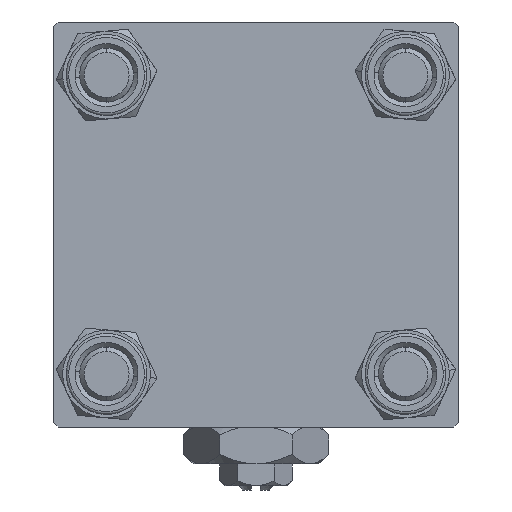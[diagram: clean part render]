
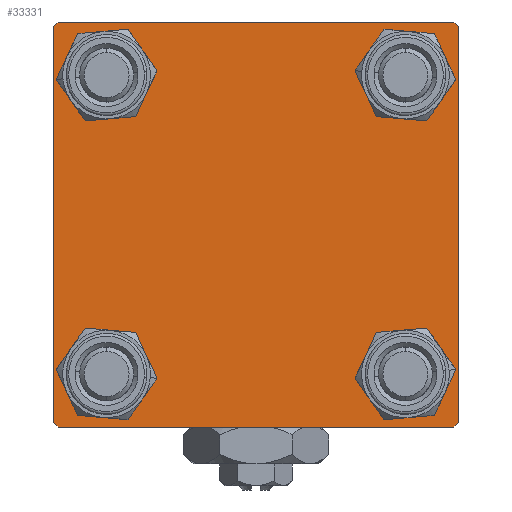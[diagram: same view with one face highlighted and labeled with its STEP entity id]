
A CAD part, left-side view. The second image highlights one B-rep face of the part: STEP entity #33331.
In plain terms, the highlighted planar face has unit normal (-1, 0, 0).
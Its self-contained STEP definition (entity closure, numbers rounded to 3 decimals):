
#57 = LINE ( 'NONE', #50049, #24919 ) ;
#1020 = ORIENTED_EDGE ( 'NONE', *, *, #15258, .T. ) ;
#1294 = CARTESIAN_POINT ( 'NONE',  ( 0., -16.6, 20.1 ) ) ;
#1630 = VERTEX_POINT ( 'NONE', #49778 ) ;
#1642 = LINE ( 'NONE', #32620, #26794 ) ;
#2013 = EDGE_CURVE ( 'NONE', #40971, #56709, #18729, .T. ) ;
#2019 = VERTEX_POINT ( 'NONE', #3225 ) ;
#2143 = DIRECTION ( 'NONE',  ( 1., 0., 0. ) ) ;
#2813 = ORIENTED_EDGE ( 'NONE', *, *, #17987, .F. ) ;
#3225 = CARTESIAN_POINT ( 'NONE',  ( 0., -16.6, -13.1 ) ) ;
#3344 = VERTEX_POINT ( 'NONE', #40353 ) ;
#4151 = FACE_BOUND ( 'NONE', #58278, .T. ) ;
#4386 = VERTEX_POINT ( 'NONE', #41647 ) ;
#4871 = EDGE_CURVE ( 'NONE', #17698, #3344, #20241, .T. ) ;
#5325 = CARTESIAN_POINT ( 'NONE',  ( 0., 16.6, 16.6 ) ) ;
#5722 = AXIS2_PLACEMENT_3D ( 'NONE', #20935, #52773, #33443 ) ;
#5740 = DIRECTION ( 'NONE',  ( 1., 0., 0. ) ) ;
#5798 = VECTOR ( 'NONE', #25331, 1000. ) ;
#5807 = EDGE_CURVE ( 'NONE', #52443, #2019, #19630, .T. ) ;
#7753 = VECTOR ( 'NONE', #54715, 1000. ) ;
#7961 = ORIENTED_EDGE ( 'NONE', *, *, #58277, .T. ) ;
#8896 = CARTESIAN_POINT ( 'NONE',  ( 0., 22.5, -22.5 ) ) ;
#9185 = FACE_BOUND ( 'NONE', #24711, .T. ) ;
#9993 = DIRECTION ( 'NONE',  ( 1., 0., 0. ) ) ;
#10747 = VECTOR ( 'NONE', #11431, 1000. ) ;
#11234 = ORIENTED_EDGE ( 'NONE', *, *, #2013, .T. ) ;
#11431 = DIRECTION ( 'NONE',  ( 0., -0.707, 0.707 ) ) ;
#12650 = CARTESIAN_POINT ( 'NONE',  ( 0., -16.6, -20.1 ) ) ;
#12864 = ORIENTED_EDGE ( 'NONE', *, *, #19834, .T. ) ;
#13213 = ORIENTED_EDGE ( 'NONE', *, *, #45649, .F. ) ;
#13451 = AXIS2_PLACEMENT_3D ( 'NONE', #28344, #2143, #46517 ) ;
#13504 = AXIS2_PLACEMENT_3D ( 'NONE', #40449, #58585, #17821 ) ;
#13597 = CARTESIAN_POINT ( 'NONE',  ( 0., 16.6, -16.6 ) ) ;
#14734 = CIRCLE ( 'NONE', #48000, 3.5 ) ;
#15258 = EDGE_CURVE ( 'NONE', #56709, #40971, #27559, .T. ) ;
#15377 = CARTESIAN_POINT ( 'NONE',  ( 0., -22.5, -22. ) ) ;
#15620 = CARTESIAN_POINT ( 'NONE',  ( 0., -22., -22.5 ) ) ;
#17059 = CARTESIAN_POINT ( 'NONE',  ( 0., -16.6, -16.6 ) ) ;
#17698 = VERTEX_POINT ( 'NONE', #50452 ) ;
#17755 = ORIENTED_EDGE ( 'NONE', *, *, #21668, .T. ) ;
#17821 = DIRECTION ( 'NONE',  ( 0., 0., 1. ) ) ;
#17987 = EDGE_CURVE ( 'NONE', #17698, #18998, #56271, .T. ) ;
#18199 = DIRECTION ( 'NONE',  ( 0., 0.707, 0.707 ) ) ;
#18464 = ORIENTED_EDGE ( 'NONE', *, *, #31812, .T. ) ;
#18729 = CIRCLE ( 'NONE', #52915, 3.5 ) ;
#18998 = VERTEX_POINT ( 'NONE', #35393 ) ;
#19630 = CIRCLE ( 'NONE', #27266, 3.5 ) ;
#19834 = EDGE_CURVE ( 'NONE', #52587, #49329, #39109, .T. ) ;
#20241 = LINE ( 'NONE', #38412, #32112 ) ;
#20315 = EDGE_CURVE ( 'NONE', #31378, #34678, #22880, .T. ) ;
#20935 = CARTESIAN_POINT ( 'NONE',  ( 0., -16.6, 16.6 ) ) ;
#21650 = DIRECTION ( 'NONE',  ( 0., 0., -1. ) ) ;
#21668 = EDGE_CURVE ( 'NONE', #3344, #45588, #1642, .T. ) ;
#22282 = FACE_OUTER_BOUND ( 'NONE', #57140, .T. ) ;
#22566 = EDGE_LOOP ( 'NONE', ( #1020, #11234 ) ) ;
#22880 = LINE ( 'NONE', #8896, #7753 ) ;
#23690 = DIRECTION ( 'NONE',  ( 0., 0., -1. ) ) ;
#24324 = EDGE_CURVE ( 'NONE', #1630, #53776, #32432, .T. ) ;
#24711 = EDGE_LOOP ( 'NONE', ( #18464, #44470 ) ) ;
#24776 = CARTESIAN_POINT ( 'NONE',  ( 0., 16.6, -16.6 ) ) ;
#24919 = VECTOR ( 'NONE', #18199, 1000. ) ;
#25331 = DIRECTION ( 'NONE',  ( 0., -1., 0. ) ) ;
#26273 = DIRECTION ( 'NONE',  ( 1., 0., 0. ) ) ;
#26794 = VECTOR ( 'NONE', #23690, 1000. ) ;
#27266 = AXIS2_PLACEMENT_3D ( 'NONE', #17059, #26273, #58703 ) ;
#27559 = CIRCLE ( 'NONE', #5722, 3.5 ) ;
#27730 = ORIENTED_EDGE ( 'NONE', *, *, #4871, .T. ) ;
#28232 = ORIENTED_EDGE ( 'NONE', *, *, #20315, .T. ) ;
#28344 = CARTESIAN_POINT ( 'NONE',  ( 0., 16.6, 16.6 ) ) ;
#29593 = CARTESIAN_POINT ( 'NONE',  ( 0., -22.25, -22.25 ) ) ;
#29795 = CARTESIAN_POINT ( 'NONE',  ( 0., 22.5, 22.5 ) ) ;
#30586 = LINE ( 'NONE', #48744, #35593 ) ;
#30826 = AXIS2_PLACEMENT_3D ( 'NONE', #24776, #9993, #41270 ) ;
#31378 = VERTEX_POINT ( 'NONE', #40062 ) ;
#31812 = EDGE_CURVE ( 'NONE', #2019, #52443, #14734, .T. ) ;
#32112 = VECTOR ( 'NONE', #56551, 1000. ) ;
#32432 = CIRCLE ( 'NONE', #36270, 3.5 ) ;
#32620 = CARTESIAN_POINT ( 'NONE',  ( 0., 22.5, 22.5 ) ) ;
#32999 = DIRECTION ( 'NONE',  ( 0., -0.707, -0.707 ) ) ;
#33331 = ADVANCED_FACE ( 'NONE', ( #44630, #9185, #4151, #36281, #22282 ), #54419, .T. ) ;
#33443 = DIRECTION ( 'NONE',  ( 0., 0., 1. ) ) ;
#33765 = CARTESIAN_POINT ( 'NONE',  ( 0., 16.6, 13.1 ) ) ;
#34302 = EDGE_CURVE ( 'NONE', #4386, #18998, #57, .T. ) ;
#34475 = CARTESIAN_POINT ( 'NONE',  ( 0., 22.5, -22. ) ) ;
#34678 = VERTEX_POINT ( 'NONE', #15620 ) ;
#35393 = CARTESIAN_POINT ( 'NONE',  ( 0., -22., 22.5 ) ) ;
#35593 = VECTOR ( 'NONE', #21650, 1000. ) ;
#36270 = AXIS2_PLACEMENT_3D ( 'NONE', #13597, #45449, #37389 ) ;
#36281 = FACE_BOUND ( 'NONE', #52527, .T. ) ;
#37389 = DIRECTION ( 'NONE',  ( 0., 0., 1. ) ) ;
#37392 = VERTEX_POINT ( 'NONE', #15377 ) ;
#37660 = EDGE_CURVE ( 'NONE', #34678, #37392, #39118, .T. ) ;
#38412 = CARTESIAN_POINT ( 'NONE',  ( 0., 22.25, 22.25 ) ) ;
#39109 = CIRCLE ( 'NONE', #13451, 3.5 ) ;
#39118 = LINE ( 'NONE', #29593, #10747 ) ;
#40062 = CARTESIAN_POINT ( 'NONE',  ( 0., 22., -22.5 ) ) ;
#40353 = CARTESIAN_POINT ( 'NONE',  ( 0., 22.5, 22. ) ) ;
#40449 = CARTESIAN_POINT ( 'NONE',  ( 0., 0., 0. ) ) ;
#40971 = VERTEX_POINT ( 'NONE', #43774 ) ;
#41058 = ORIENTED_EDGE ( 'NONE', *, *, #51081, .T. ) ;
#41270 = DIRECTION ( 'NONE',  ( 0., 0., 1. ) ) ;
#41647 = CARTESIAN_POINT ( 'NONE',  ( 0., -22.5, 22. ) ) ;
#41764 = DIRECTION ( 'NONE',  ( 0., 0., 1. ) ) ;
#42413 = CIRCLE ( 'NONE', #54826, 3.5 ) ;
#43774 = CARTESIAN_POINT ( 'NONE',  ( 0., -16.6, 13.1 ) ) ;
#43933 = EDGE_CURVE ( 'NONE', #53776, #1630, #57418, .T. ) ;
#44470 = ORIENTED_EDGE ( 'NONE', *, *, #5807, .T. ) ;
#44630 = FACE_BOUND ( 'NONE', #22566, .T. ) ;
#45449 = DIRECTION ( 'NONE',  ( 1., 0., 0. ) ) ;
#45588 = VERTEX_POINT ( 'NONE', #34475 ) ;
#45649 = EDGE_CURVE ( 'NONE', #4386, #37392, #30586, .T. ) ;
#45650 = ORIENTED_EDGE ( 'NONE', *, *, #24324, .T. ) ;
#46097 = DIRECTION ( 'NONE',  ( 0., 0., 1. ) ) ;
#46324 = VECTOR ( 'NONE', #32999, 1000. ) ;
#46384 = DIRECTION ( 'NONE',  ( 1., 0., 0. ) ) ;
#46517 = DIRECTION ( 'NONE',  ( 0., 0., 1. ) ) ;
#48000 = AXIS2_PLACEMENT_3D ( 'NONE', #56289, #5740, #41764 ) ;
#48457 = DIRECTION ( 'NONE',  ( 1., 0., 0. ) ) ;
#48744 = CARTESIAN_POINT ( 'NONE',  ( 0., -22.5, 22.5 ) ) ;
#49329 = VERTEX_POINT ( 'NONE', #33765 ) ;
#49778 = CARTESIAN_POINT ( 'NONE',  ( 0., 16.6, -13.1 ) ) ;
#50049 = CARTESIAN_POINT ( 'NONE',  ( 0., -22.25, 22.25 ) ) ;
#50305 = LINE ( 'NONE', #55050, #46324 ) ;
#50452 = CARTESIAN_POINT ( 'NONE',  ( 0., 22., 22.5 ) ) ;
#51081 = EDGE_CURVE ( 'NONE', #49329, #52587, #42413, .T. ) ;
#52152 = ORIENTED_EDGE ( 'NONE', *, *, #43933, .T. ) ;
#52443 = VERTEX_POINT ( 'NONE', #12650 ) ;
#52527 = EDGE_LOOP ( 'NONE', ( #12864, #41058 ) ) ;
#52587 = VERTEX_POINT ( 'NONE', #55473 ) ;
#52773 = DIRECTION ( 'NONE',  ( 1., 0., 0. ) ) ;
#52915 = AXIS2_PLACEMENT_3D ( 'NONE', #56181, #48457, #57384 ) ;
#53573 = ORIENTED_EDGE ( 'NONE', *, *, #34302, .T. ) ;
#53776 = VERTEX_POINT ( 'NONE', #56871 ) ;
#54352 = ORIENTED_EDGE ( 'NONE', *, *, #37660, .T. ) ;
#54419 = PLANE ( 'NONE',  #13504 ) ;
#54715 = DIRECTION ( 'NONE',  ( 0., -1., 0. ) ) ;
#54826 = AXIS2_PLACEMENT_3D ( 'NONE', #5325, #46384, #46097 ) ;
#55050 = CARTESIAN_POINT ( 'NONE',  ( 0., 22.25, -22.25 ) ) ;
#55473 = CARTESIAN_POINT ( 'NONE',  ( 0., 16.6, 20.1 ) ) ;
#56181 = CARTESIAN_POINT ( 'NONE',  ( 0., -16.6, 16.6 ) ) ;
#56271 = LINE ( 'NONE', #29795, #5798 ) ;
#56289 = CARTESIAN_POINT ( 'NONE',  ( 0., -16.6, -16.6 ) ) ;
#56551 = DIRECTION ( 'NONE',  ( 0., 0.707, -0.707 ) ) ;
#56709 = VERTEX_POINT ( 'NONE', #1294 ) ;
#56871 = CARTESIAN_POINT ( 'NONE',  ( 0., 16.6, -20.1 ) ) ;
#57140 = EDGE_LOOP ( 'NONE', ( #17755, #7961, #28232, #54352, #13213, #53573, #2813, #27730 ) ) ;
#57384 = DIRECTION ( 'NONE',  ( 0., 0., 1. ) ) ;
#57418 = CIRCLE ( 'NONE', #30826, 3.5 ) ;
#58277 = EDGE_CURVE ( 'NONE', #45588, #31378, #50305, .T. ) ;
#58278 = EDGE_LOOP ( 'NONE', ( #45650, #52152 ) ) ;
#58585 = DIRECTION ( 'NONE',  ( -1., 0., 0. ) ) ;
#58703 = DIRECTION ( 'NONE',  ( 0., 0., 1. ) ) ;
